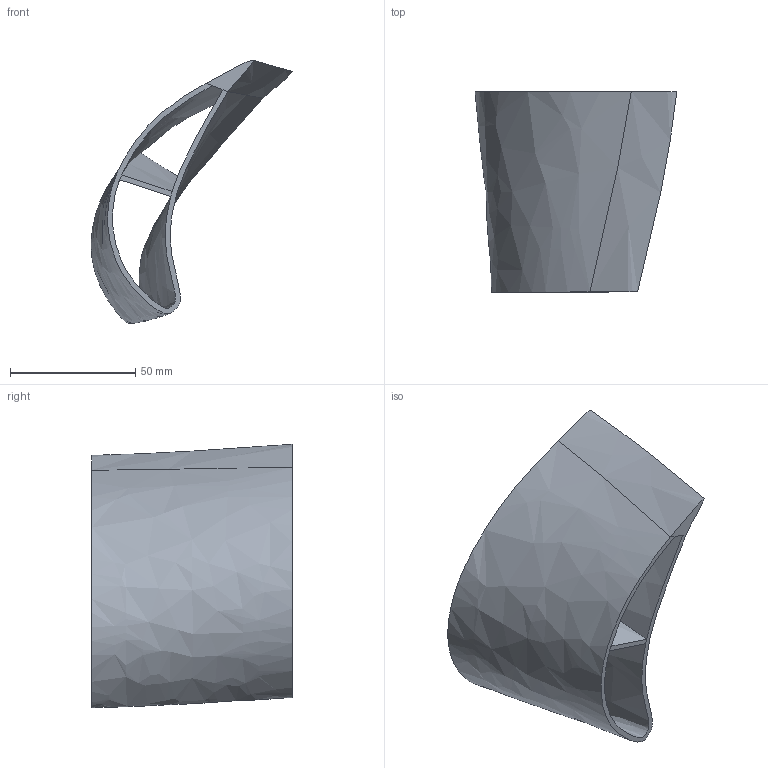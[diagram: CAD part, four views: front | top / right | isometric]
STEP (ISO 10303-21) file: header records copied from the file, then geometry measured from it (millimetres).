
FILE_DESCRIPTION(('Open CASCADE Model'),'2;1');
FILE_NAME('Open CASCADE Shape Model','2013-12-08T15:35:00',('Author'),( 'Open CASCADE'),'Open CASCADE STEP processor 6.6','Open CASCADE 6.6' ,'Unknown');
FILE_SCHEMA(('AUTOMOTIVE_DESIGN_CC2 { 1 2 10303 214 -1 1 5 4 }'));
Length unit declared in the file: millimetre
Products named in the file (1): Open CASCADE STEP translator 6.6 1
Bounding box: 80.57 x 80 x 105.23 mm (x, y, z)
Volume: 46693.1 mm3; surface area: 43644.3 mm2
Topology: 1 solids, 1 shells, 15 faces, 37 edges, 18 vertices
Faces by surface type: bspline 7, plane 4, offset 4
Entity records: 27042 total; most frequent: CARTESIAN_POINT 26522, B_SPLINE_CURVE_WITH_KNOTS 93, ORIENTED_EDGE 70, PCURVE 70, DEFINITIONAL_REPRESENTATION 70, EDGE_CURVE 35, SURFACE_CURVE 35, DIRECTION 22
